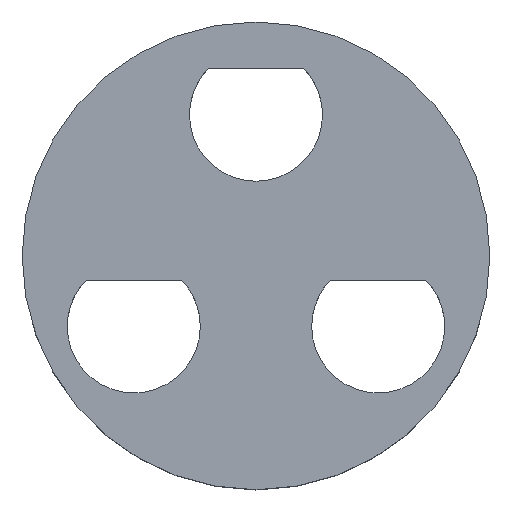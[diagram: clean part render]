
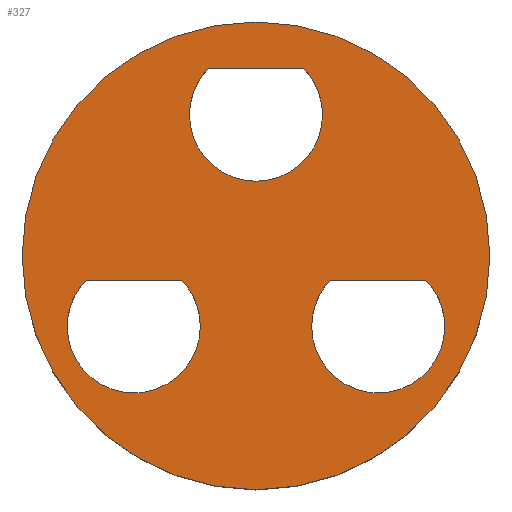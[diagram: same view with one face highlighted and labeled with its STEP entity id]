
A CAD part, top view. The second image highlights one B-rep face of the part: STEP entity #327.
In plain terms, the highlighted planar face has unit normal (0, 0, 1).
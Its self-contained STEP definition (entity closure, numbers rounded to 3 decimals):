
#1 = DIRECTION ( 'NONE',  ( 0., 0., 1. ) ) ;
#2 = CIRCLE ( 'NONE', #413, 1.65 ) ;
#4 = ORIENTED_EDGE ( 'NONE', *, *, #108, .F. ) ;
#8 = VERTEX_POINT ( 'NONE', #491 ) ;
#10 = DIRECTION ( 'NONE',  ( 1., 0., 0. ) ) ;
#11 = VERTEX_POINT ( 'NONE', #232 ) ;
#12 = ORIENTED_EDGE ( 'NONE', *, *, #195, .F. ) ;
#37 = ORIENTED_EDGE ( 'NONE', *, *, #449, .F. ) ;
#42 = EDGE_CURVE ( 'NONE', #254, #411, #446, .T. ) ;
#43 = CARTESIAN_POINT ( 'NONE',  ( -1.848, -0.6, 2. ) ) ;
#44 = CARTESIAN_POINT ( 'NONE',  ( 0., 0., 2. ) ) ;
#48 = DIRECTION ( 'NONE',  ( 0., 0., 1. ) ) ;
#51 = VERTEX_POINT ( 'NONE', #400 ) ;
#52 = DIRECTION ( 'NONE',  ( -1., 0., 0. ) ) ;
#59 = AXIS2_PLACEMENT_3D ( 'NONE', #422, #383, #157 ) ;
#66 = AXIS2_PLACEMENT_3D ( 'NONE', #169, #303, #92 ) ;
#69 = CARTESIAN_POINT ( 'NONE',  ( 0., 0., 2. ) ) ;
#79 = VERTEX_POINT ( 'NONE', #306 ) ;
#80 = CARTESIAN_POINT ( 'NONE',  ( -4.214, -0.6, 2. ) ) ;
#82 = EDGE_LOOP ( 'NONE', ( #321, #287, #443, #212 ) ) ;
#83 = CARTESIAN_POINT ( 'NONE',  ( 3.031, -1.75, 2. ) ) ;
#85 = DIRECTION ( 'NONE',  ( 1., 0., 0. ) ) ;
#89 = DIRECTION ( 'NONE',  ( 1., 0., 0. ) ) ;
#92 = DIRECTION ( 'NONE',  ( 1., 0., 0. ) ) ;
#98 = AXIS2_PLACEMENT_3D ( 'NONE', #242, #117, #503 ) ;
#100 = CARTESIAN_POINT ( 'NONE',  ( 3.031, -1.75, 2. ) ) ;
#108 = EDGE_CURVE ( 'NONE', #411, #380, #414, .T. ) ;
#115 = DIRECTION ( 'NONE',  ( 0., 0., 1. ) ) ;
#117 = DIRECTION ( 'NONE',  ( 0., 0., 1. ) ) ;
#121 = VECTOR ( 'NONE', #85, 1000. ) ;
#126 = DIRECTION ( 'NONE',  ( 1., 0., 0. ) ) ;
#129 = EDGE_CURVE ( 'NONE', #8, #51, #309, .T. ) ;
#130 = ORIENTED_EDGE ( 'NONE', *, *, #277, .F. ) ;
#131 = CARTESIAN_POINT ( 'NONE',  ( 4.214, -0.6, 2. ) ) ;
#134 = VECTOR ( 'NONE', #126, 1000. ) ;
#146 = AXIS2_PLACEMENT_3D ( 'NONE', #83, #1, #89 ) ;
#150 = CARTESIAN_POINT ( 'NONE',  ( -3.031, -1.75, 2. ) ) ;
#152 = CARTESIAN_POINT ( 'NONE',  ( 1.65, 3.5, 2. ) ) ;
#155 = ORIENTED_EDGE ( 'NONE', *, *, #455, .F. ) ;
#157 = DIRECTION ( 'NONE',  ( 1., 0., 0. ) ) ;
#160 = CARTESIAN_POINT ( 'NONE',  ( 0., 4.65, 2. ) ) ;
#164 = LINE ( 'NONE', #160, #121 ) ;
#168 = EDGE_CURVE ( 'NONE', #307, #251, #424, .T. ) ;
#169 = CARTESIAN_POINT ( 'NONE',  ( -3.031, -1.75, 2. ) ) ;
#176 = ORIENTED_EDGE ( 'NONE', *, *, #42, .F. ) ;
#181 = DIRECTION ( 'NONE',  ( 1., 0., 0. ) ) ;
#183 = CIRCLE ( 'NONE', #146, 1.65 ) ;
#184 = DIRECTION ( 'NONE',  ( 1., 0., 0. ) ) ;
#192 = PLANE ( 'NONE',  #98 ) ;
#195 = EDGE_CURVE ( 'NONE', #481, #517, #477, .T. ) ;
#196 = ORIENTED_EDGE ( 'NONE', *, *, #317, .T. ) ;
#205 = CARTESIAN_POINT ( 'NONE',  ( 0., -0.6, 2. ) ) ;
#209 = CARTESIAN_POINT ( 'NONE',  ( 3.031, -1.75, 2. ) ) ;
#212 = ORIENTED_EDGE ( 'NONE', *, *, #129, .F. ) ;
#221 = DIRECTION ( 'NONE',  ( 0., 0., 1. ) ) ;
#227 = AXIS2_PLACEMENT_3D ( 'NONE', #312, #221, #10 ) ;
#232 = CARTESIAN_POINT ( 'NONE',  ( 4.681, -1.75, 2. ) ) ;
#236 = CIRCLE ( 'NONE', #66, 1.65 ) ;
#238 = EDGE_LOOP ( 'NONE', ( #196, #510 ) ) ;
#242 = CARTESIAN_POINT ( 'NONE',  ( 0., 0., 2. ) ) ;
#246 = CIRCLE ( 'NONE', #467, 1.65 ) ;
#251 = VERTEX_POINT ( 'NONE', #456 ) ;
#254 = VERTEX_POINT ( 'NONE', #408 ) ;
#255 = DIRECTION ( 'NONE',  ( 0., 0., 1. ) ) ;
#263 = CARTESIAN_POINT ( 'NONE',  ( 0., 3.5, 2. ) ) ;
#269 = CARTESIAN_POINT ( 'NONE',  ( 0., -0.6, 2. ) ) ;
#270 = AXIS2_PLACEMENT_3D ( 'NONE', #69, #288, #329 ) ;
#274 = DIRECTION ( 'NONE',  ( 0., 0., 1. ) ) ;
#276 = CIRCLE ( 'NONE', #270, 5.8 ) ;
#277 = EDGE_CURVE ( 'NONE', #79, #11, #2, .T. ) ;
#282 = CARTESIAN_POINT ( 'NONE',  ( 1.183, 4.65, 2. ) ) ;
#287 = ORIENTED_EDGE ( 'NONE', *, *, #442, .T. ) ;
#288 = DIRECTION ( 'NONE',  ( 0., 0., 1. ) ) ;
#289 = CARTESIAN_POINT ( 'NONE',  ( 1.848, -0.6, 2. ) ) ;
#303 = DIRECTION ( 'NONE',  ( 0., 0., 1. ) ) ;
#304 = ORIENTED_EDGE ( 'NONE', *, *, #497, .T. ) ;
#306 = CARTESIAN_POINT ( 'NONE',  ( 1.381, -1.75, 2. ) ) ;
#307 = VERTEX_POINT ( 'NONE', #426 ) ;
#309 = CIRCLE ( 'NONE', #227, 1.65 ) ;
#312 = CARTESIAN_POINT ( 'NONE',  ( -3.031, -1.75, 2. ) ) ;
#317 = EDGE_CURVE ( 'NONE', #251, #307, #276, .T. ) ;
#321 = ORIENTED_EDGE ( 'NONE', *, *, #549, .F. ) ;
#327 = ADVANCED_FACE ( 'NONE', ( #466, #381, #544, #419 ), #192, .T. ) ;
#329 = DIRECTION ( 'NONE',  ( 1., 0., 0. ) ) ;
#336 = DIRECTION ( 'NONE',  ( 1., 0., 0. ) ) ;
#350 = DIRECTION ( 'NONE',  ( 1., 0., 0. ) ) ;
#372 = EDGE_LOOP ( 'NONE', ( #12, #155, #130, #37 ) ) ;
#374 = ORIENTED_EDGE ( 'NONE', *, *, #379, .F. ) ;
#377 = VECTOR ( 'NONE', #52, 1000. ) ;
#379 = EDGE_CURVE ( 'NONE', #427, #254, #405, .T. ) ;
#380 = VERTEX_POINT ( 'NONE', #282 ) ;
#381 = FACE_OUTER_BOUND ( 'NONE', #238, .T. ) ;
#382 = VERTEX_POINT ( 'NONE', #80 ) ;
#383 = DIRECTION ( 'NONE',  ( 0., 0., 1. ) ) ;
#399 = EDGE_CURVE ( 'NONE', #51, #465, #246, .T. ) ;
#400 = CARTESIAN_POINT ( 'NONE',  ( -1.381, -1.75, 2. ) ) ;
#405 = CIRCLE ( 'NONE', #59, 1.65 ) ;
#408 = CARTESIAN_POINT ( 'NONE',  ( -1.65, 3.5, 2. ) ) ;
#411 = VERTEX_POINT ( 'NONE', #152 ) ;
#413 = AXIS2_PLACEMENT_3D ( 'NONE', #100, #274, #184 ) ;
#414 = CIRCLE ( 'NONE', #485, 1.65 ) ;
#419 = FACE_BOUND ( 'NONE', #457, .T. ) ;
#422 = CARTESIAN_POINT ( 'NONE',  ( 0., 3.5, 2. ) ) ;
#424 = CIRCLE ( 'NONE', #447, 5.8 ) ;
#426 = CARTESIAN_POINT ( 'NONE',  ( -5.8, 0., 2. ) ) ;
#427 = VERTEX_POINT ( 'NONE', #462 ) ;
#431 = DIRECTION ( 'NONE',  ( 1., 0., 0. ) ) ;
#437 = CARTESIAN_POINT ( 'NONE',  ( 0., 3.5, 2. ) ) ;
#442 = EDGE_CURVE ( 'NONE', #382, #465, #472, .T. ) ;
#443 = ORIENTED_EDGE ( 'NONE', *, *, #399, .F. ) ;
#446 = CIRCLE ( 'NONE', #509, 1.65 ) ;
#447 = AXIS2_PLACEMENT_3D ( 'NONE', #44, #473, #350 ) ;
#449 = EDGE_CURVE ( 'NONE', #517, #79, #183, .T. ) ;
#452 = AXIS2_PLACEMENT_3D ( 'NONE', #209, #255, #431 ) ;
#455 = EDGE_CURVE ( 'NONE', #11, #481, #458, .T. ) ;
#456 = CARTESIAN_POINT ( 'NONE',  ( 5.8, 0., 2. ) ) ;
#457 = EDGE_LOOP ( 'NONE', ( #374, #304, #4, #176 ) ) ;
#458 = CIRCLE ( 'NONE', #452, 1.65 ) ;
#462 = CARTESIAN_POINT ( 'NONE',  ( -1.183, 4.65, 2. ) ) ;
#465 = VERTEX_POINT ( 'NONE', #43 ) ;
#466 = FACE_BOUND ( 'NONE', #372, .T. ) ;
#467 = AXIS2_PLACEMENT_3D ( 'NONE', #150, #115, #336 ) ;
#472 = LINE ( 'NONE', #205, #134 ) ;
#473 = DIRECTION ( 'NONE',  ( 0., 0., 1. ) ) ;
#477 = LINE ( 'NONE', #269, #377 ) ;
#481 = VERTEX_POINT ( 'NONE', #131 ) ;
#484 = DIRECTION ( 'NONE',  ( 1., 0., 0. ) ) ;
#485 = AXIS2_PLACEMENT_3D ( 'NONE', #437, #48, #181 ) ;
#491 = CARTESIAN_POINT ( 'NONE',  ( -4.681, -1.75, 2. ) ) ;
#497 = EDGE_CURVE ( 'NONE', #427, #380, #164, .T. ) ;
#503 = DIRECTION ( 'NONE',  ( 1., 0., 0. ) ) ;
#509 = AXIS2_PLACEMENT_3D ( 'NONE', #263, #520, #484 ) ;
#510 = ORIENTED_EDGE ( 'NONE', *, *, #168, .T. ) ;
#517 = VERTEX_POINT ( 'NONE', #289 ) ;
#520 = DIRECTION ( 'NONE',  ( 0., 0., 1. ) ) ;
#544 = FACE_BOUND ( 'NONE', #82, .T. ) ;
#549 = EDGE_CURVE ( 'NONE', #382, #8, #236, .T. ) ;
